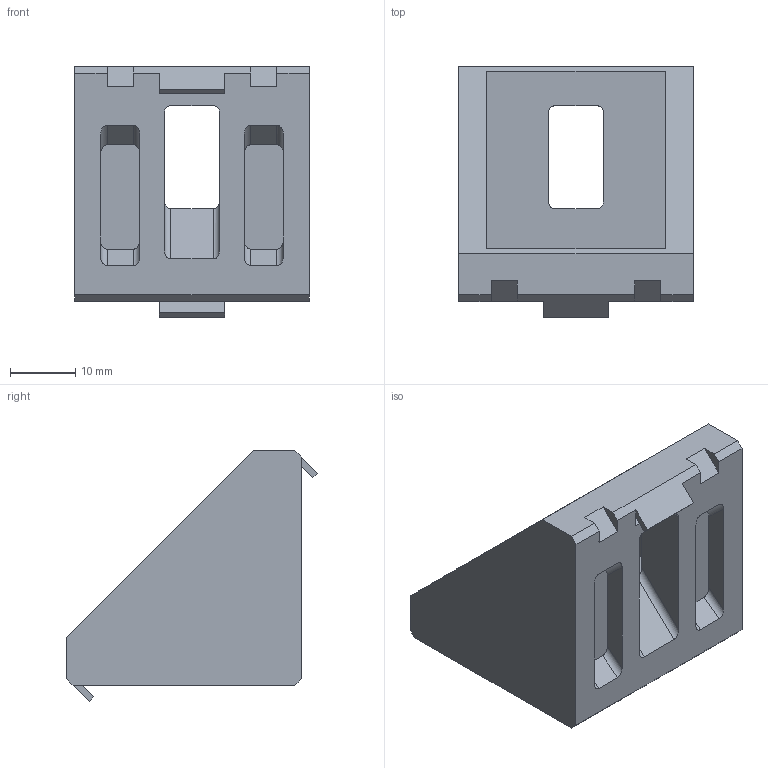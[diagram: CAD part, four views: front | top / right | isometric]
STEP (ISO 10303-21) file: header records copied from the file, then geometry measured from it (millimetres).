
FILE_DESCRIPTION (( 'STEP AP214' ), '1' );
FILE_NAME ('E42 Óãëîâîé àëþìèíèåâûé ñîåäèíèòåëü 40õ40, ïàç 10.STEP', '2021-10-28T06:27:52', ( 'Windows User' ), ( '' ), 'SwSTEP 2.0', 'SolidWorks 2021', '' );
FILE_SCHEMA (( 'AUTOMOTIVE_DESIGN' ));
Length unit declared in the file: millimetre
Products named in the file (1): E42 Óãëîâîé àëþìèíèåâûé ñîåäèíèòåëü 40õ40, ïàç 10
Bounding box: 36 x 38.47 x 38.47 mm (x, y, z)
Volume: 17436.6 mm3; surface area: 8440.7 mm2
Topology: 1 solids, 1 shells, 98 faces, 269 edges, 178 vertices
Faces by surface type: plane 74, cylinder 24
Entity records: 3091 total; most frequent: CARTESIAN_POINT 666, ORIENTED_EDGE 538, DIRECTION 435, EDGE_CURVE 269, LINE 221, VECTOR 221, VERTEX_POINT 178, AXIS2_PLACEMENT_3D 107
